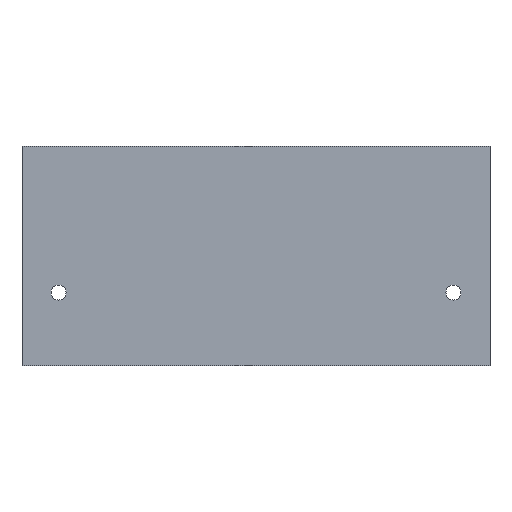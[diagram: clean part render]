
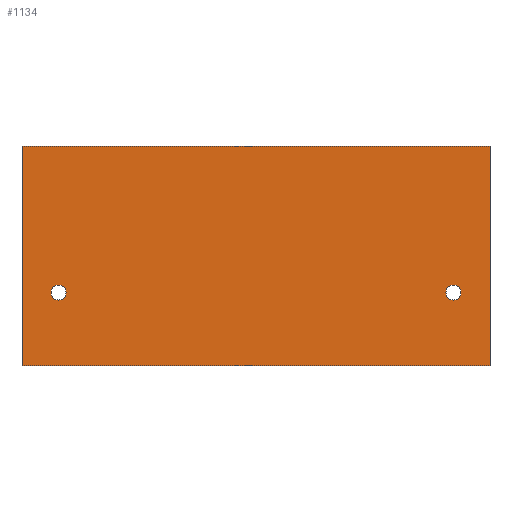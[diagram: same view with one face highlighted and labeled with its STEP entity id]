
A CAD part, left-side view. The second image highlights one B-rep face of the part: STEP entity #1134.
In plain terms, the highlighted planar face has unit normal (-1, 0, 0).
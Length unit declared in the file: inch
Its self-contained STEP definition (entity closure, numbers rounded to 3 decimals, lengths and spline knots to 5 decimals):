
#1=CARTESIAN_POINT('',(0.,3.375,0.));
#2=DIRECTION('',(1.,0.,0.));
#3=DIRECTION('',(0.,-1.,0.));
#4=AXIS2_PLACEMENT_3D('',#1,#2,#3);
#6=CARTESIAN_POINT('',(0.,3.375,0.));
#7=DIRECTION('',(1.,0.,0.));
#8=DIRECTION('',(0.,1.,0.));
#9=AXIS2_PLACEMENT_3D('',#6,#7,#8);
#11=CARTESIAN_POINT('',(0.,-3.375,0.));
#12=DIRECTION('',(-1.,0.,0.));
#13=DIRECTION('',(0.,1.,0.));
#14=AXIS2_PLACEMENT_3D('',#11,#12,#13);
#16=CARTESIAN_POINT('',(0.,-3.375,0.));
#17=DIRECTION('',(-1.,0.,0.));
#18=DIRECTION('',(0.,-1.,0.));
#19=AXIS2_PLACEMENT_3D('',#16,#17,#18);
#21=DIRECTION('',(0.,-1.,0.));
#22=VECTOR('',#21,8.);
#23=CARTESIAN_POINT('',(0.,4.,-1.25));
#24=LINE('',#23,#22);
#25=DIRECTION('',(0.,-1.,0.));
#26=VECTOR('',#25,8.);
#27=CARTESIAN_POINT('',(0.,4.,2.5));
#28=LINE('',#27,#26);
#280=DIRECTION('',(0.,0.,-1.));
#281=VECTOR('',#280,3.75);
#282=CARTESIAN_POINT('',(0.,4.,2.5));
#283=LINE('',#282,#281);
#380=DIRECTION('',(0.,0.,1.));
#381=VECTOR('',#380,3.75);
#382=CARTESIAN_POINT('',(0.,-4.,-1.25));
#383=LINE('',#382,#381);
#847=CARTESIAN_POINT('',(0.,4.,2.5));
#848=CARTESIAN_POINT('',(0.,-4.,2.5));
#849=VERTEX_POINT('',#847);
#850=VERTEX_POINT('',#848);
#901=CARTESIAN_POINT('',(0.,3.2465,0.));
#902=CARTESIAN_POINT('',(0.,3.5035,0.));
#903=VERTEX_POINT('',#901);
#904=VERTEX_POINT('',#902);
#909=CARTESIAN_POINT('',(0.,-3.2465,0.));
#911=VERTEX_POINT('',#909);
#913=CARTESIAN_POINT('',(0.,-3.5035,0.));
#915=VERTEX_POINT('',#913);
#925=CARTESIAN_POINT('',(0.,4.,-1.25));
#926=CARTESIAN_POINT('',(0.,-4.,-1.25));
#927=VERTEX_POINT('',#925);
#928=VERTEX_POINT('',#926);
#1107=CARTESIAN_POINT('',(0.,0.,0.));
#1108=DIRECTION('',(1.,0.,0.));
#1109=DIRECTION('',(0.,-1.,0.));
#1110=AXIS2_PLACEMENT_3D('',#1107,#1108,#1109);
#1111=PLANE('',#1110);
#1113=ORIENTED_EDGE('',*,*,#1112,.F.);
#1115=ORIENTED_EDGE('',*,*,#1114,.F.);
#1117=ORIENTED_EDGE('',*,*,#1116,.T.);
#1119=ORIENTED_EDGE('',*,*,#1118,.F.);
#1120=EDGE_LOOP('',(#1113,#1115,#1117,#1119));
#1121=FACE_OUTER_BOUND('',#1120,.F.);
#1123=ORIENTED_EDGE('',*,*,#1122,.T.);
#1125=ORIENTED_EDGE('',*,*,#1124,.T.);
#1126=EDGE_LOOP('',(#1123,#1125));
#1127=FACE_BOUND('',#1126,.F.);
#1129=ORIENTED_EDGE('',*,*,#1128,.F.);
#1131=ORIENTED_EDGE('',*,*,#1130,.F.);
#1132=EDGE_LOOP('',(#1129,#1131));
#1133=FACE_BOUND('',#1132,.F.);
#1134=ADVANCED_FACE('',(#1121,#1127,#1133),#1111,.F.);
#5=CIRCLE('',#4,0.1285);
#10=CIRCLE('',#9,0.1285);
#15=CIRCLE('',#14,0.1285);
#20=CIRCLE('',#19,0.1285);
#1112=EDGE_CURVE('',#927,#928,#24,.T.);
#1114=EDGE_CURVE('',#849,#927,#283,.T.);
#1116=EDGE_CURVE('',#849,#850,#28,.T.);
#1118=EDGE_CURVE('',#928,#850,#383,.T.);
#1122=EDGE_CURVE('',#911,#915,#15,.T.);
#1124=EDGE_CURVE('',#915,#911,#20,.T.);
#1128=EDGE_CURVE('',#903,#904,#5,.T.);
#1130=EDGE_CURVE('',#904,#903,#10,.T.);
